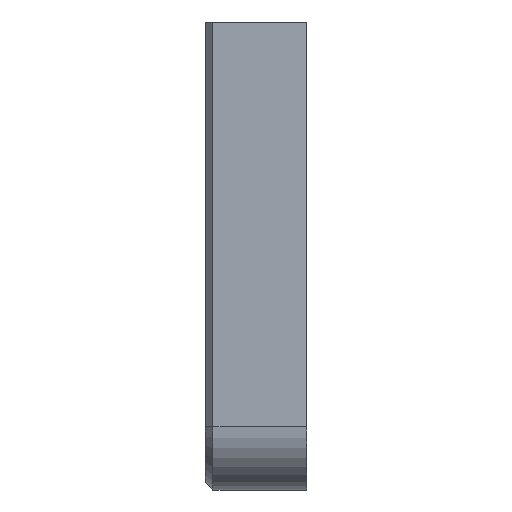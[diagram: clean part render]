
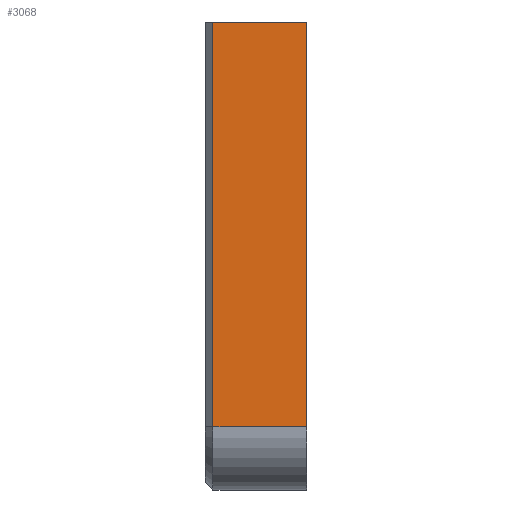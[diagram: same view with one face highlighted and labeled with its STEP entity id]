
A CAD part, left-side view. The second image highlights one B-rep face of the part: STEP entity #3068.
In plain terms, the highlighted planar face has unit normal (-1, 0, 0).
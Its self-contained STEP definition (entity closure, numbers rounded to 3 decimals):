
#259=LINE('',#4674,#628);
#260=LINE('',#4676,#629);
#261=LINE('',#4678,#630);
#262=LINE('',#4679,#631);
#628=VECTOR('',#3763,1000.);
#629=VECTOR('',#3764,1000.);
#630=VECTOR('',#3765,1000.);
#631=VECTOR('',#3766,1000.);
#893=FACE_OUTER_BOUND('',#1059,.T.);
#1059=EDGE_LOOP('',(#2342,#2343,#2344,#2345));
#1368=VERTEX_POINT('',#4672);
#1369=VERTEX_POINT('',#4673);
#1370=VERTEX_POINT('',#4675);
#1371=VERTEX_POINT('',#4677);
#1724=EDGE_CURVE('',#1368,#1369,#259,.T.);
#1725=EDGE_CURVE('',#1368,#1370,#260,.T.);
#1726=EDGE_CURVE('',#1371,#1370,#261,.T.);
#1727=EDGE_CURVE('',#1369,#1371,#262,.T.);
#2342=ORIENTED_EDGE('',*,*,#1724,.F.);
#2343=ORIENTED_EDGE('',*,*,#1725,.T.);
#2344=ORIENTED_EDGE('',*,*,#1726,.F.);
#2345=ORIENTED_EDGE('',*,*,#1727,.F.);
#2955=PLANE('',#3262);
#3068=ADVANCED_FACE('',(#893),#2955,.F.);
#3262=AXIS2_PLACEMENT_3D('',#4671,#3761,#3762);
#3761=DIRECTION('center_axis',(1.,0.,0.));
#3762=DIRECTION('ref_axis',(0.,0.,-1.));
#3763=DIRECTION('',(0.,-1.,0.));
#3764=DIRECTION('',(0.,0.,-1.));
#3765=DIRECTION('',(0.,1.,0.));
#3766=DIRECTION('',(0.,0.,-1.));
#4671=CARTESIAN_POINT('Origin',(-185.,20.,185.));
#4672=CARTESIAN_POINT('',(-185.,17.,-0.2));
#4673=CARTESIAN_POINT('',(-185.,-20.,-0.2));
#4674=CARTESIAN_POINT('',(-185.,-40.,-0.2));
#4675=CARTESIAN_POINT('',(-185.,17.,-160.));
#4676=CARTESIAN_POINT('',(-185.,17.,0.));
#4677=CARTESIAN_POINT('',(-185.,-20.,-160.));
#4678=CARTESIAN_POINT('',(-185.,0.,-160.));
#4679=CARTESIAN_POINT('',(-185.,-20.,185.));
